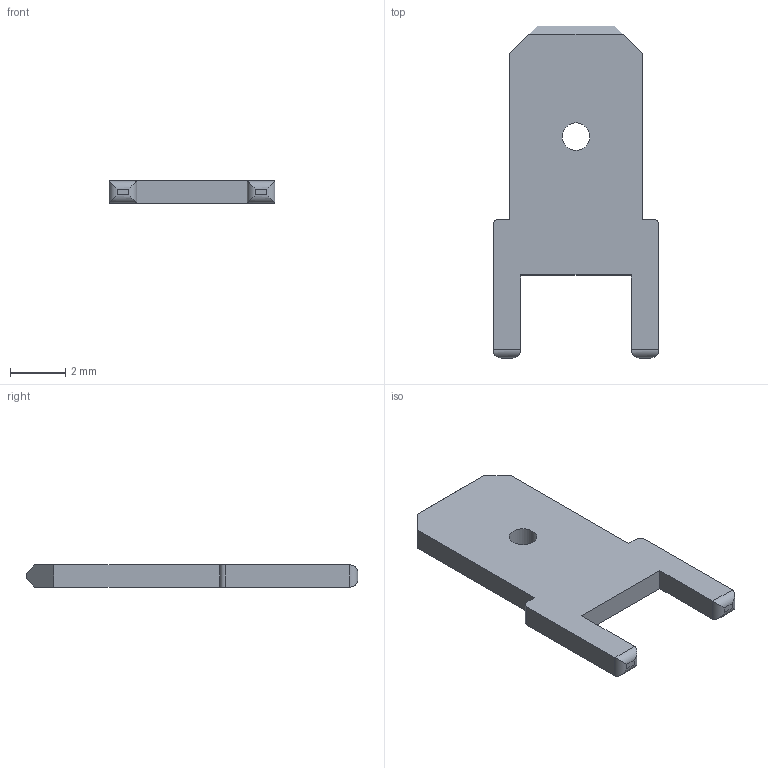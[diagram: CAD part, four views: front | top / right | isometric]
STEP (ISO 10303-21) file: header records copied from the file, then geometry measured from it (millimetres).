
FILE_DESCRIPTION(('FreeCAD Model'),'2;1');
FILE_NAME('terminal_pcb_male_flat_4_8.stp', '2019-11-19T21:52:18',('Author'),(''), 'Open CASCADE STEP processor 7.3','FreeCAD','Unknown');
FILE_SCHEMA(('AUTOMOTIVE_DESIGN { 1 0 10303 214 1 1 1 1 }'));
Length unit declared in the file: millimetre
Products named in the file (1): Body
Bounding box: 6 x 12 x 0.8 mm (x, y, z)
Volume: 39.4 mm3; surface area: 132.4 mm2
Topology: 1 solids, 1 shells, 29 faces, 73 edges, 46 vertices
Faces by surface type: plane 18, cylinder 11
Full cylindrical faces by diameter (mm): 1 x1
Entity records: 1939 total; most frequent: CARTESIAN_POINT 447, DIRECTION 273, LINE 183, VECTOR 183, ORIENTED_EDGE 146, PCURVE 146, DEFINITIONAL_REPRESENTATION 146, EDGE_CURVE 73
